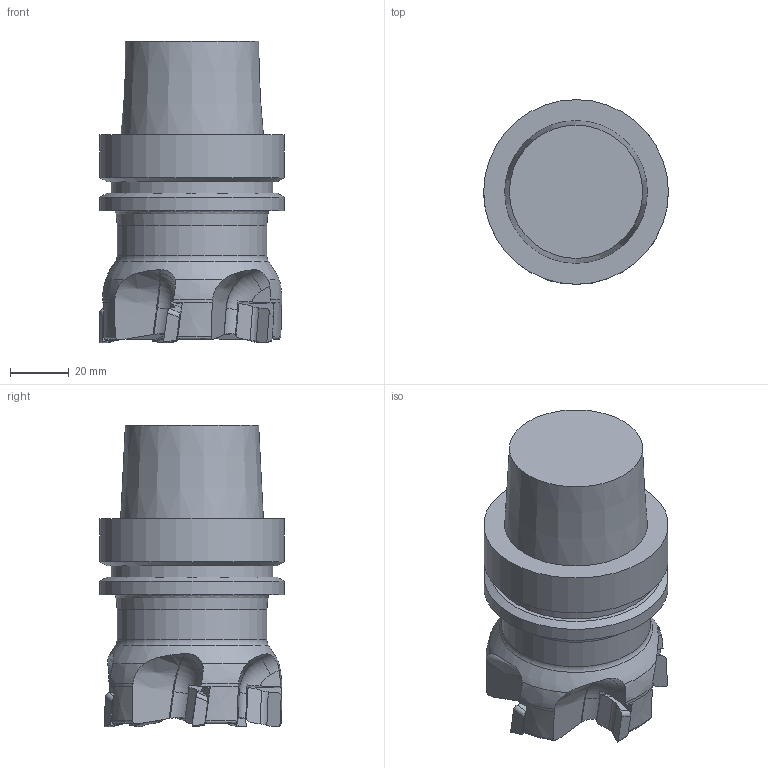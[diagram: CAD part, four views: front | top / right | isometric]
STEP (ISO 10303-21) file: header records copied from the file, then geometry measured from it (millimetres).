
FILE_DESCRIPTION(/* description */ (''),/* implementation_level */ '2;1');
FILE_NAME(/* name */ 'toolassembly_1.stp',/* time_stamp */ '2019-10-02T13:46:27+02:00',/* author */ (''),/* organization */ ('SMS'),/* preprocessor_version */ 'ST-DEVELOPER v16.7',/* originating_system */ 'SIEMENS PLM Software NX 12.0',/* authorisation */ '');
FILE_SCHEMA (('AUTOMOTIVE_DESIGN { 1 0 10303 214 3 1 1 1 }'));
Length unit declared in the file: millimetre
Products named in the file (4): CUT_20191002134119; NOCUT_20191002134056; ASSEMBLY_CONSTRUCTION; TOOLASSEMBLY_1
Assembly tree (7 placements, depth 2):
  TOOLASSEMBLY_1
    ASSEMBLY_CONSTRUCTION
    NOCUT_20191002134056
    CUT_20191002134119  x5
Bounding box: 62.97 x 62.94 x 102.9 mm (x, y, z)
Volume: 221414 mm3; surface area: 27699.6 mm2
Topology: 6 solids, 6 shells, 219 faces, 596 edges, 417 vertices
Faces by surface type: plane 112, cylinder 45, cone 34, torus 11, bspline 10, revolution 7
Full cylindrical faces by diameter (mm): 51 x1, 52.5 x1, 54.95 x1, 62.94 x2
Entity records: 4939 total; most frequent: CARTESIAN_POINT 1929, ORIENTED_EDGE 616, DIRECTION 542, EDGE_CURVE 308, AXIS2_PLACEMENT_3D 226, VERTEX_POINT 211, EDGE_LOOP 137, ADVANCED_FACE 119
